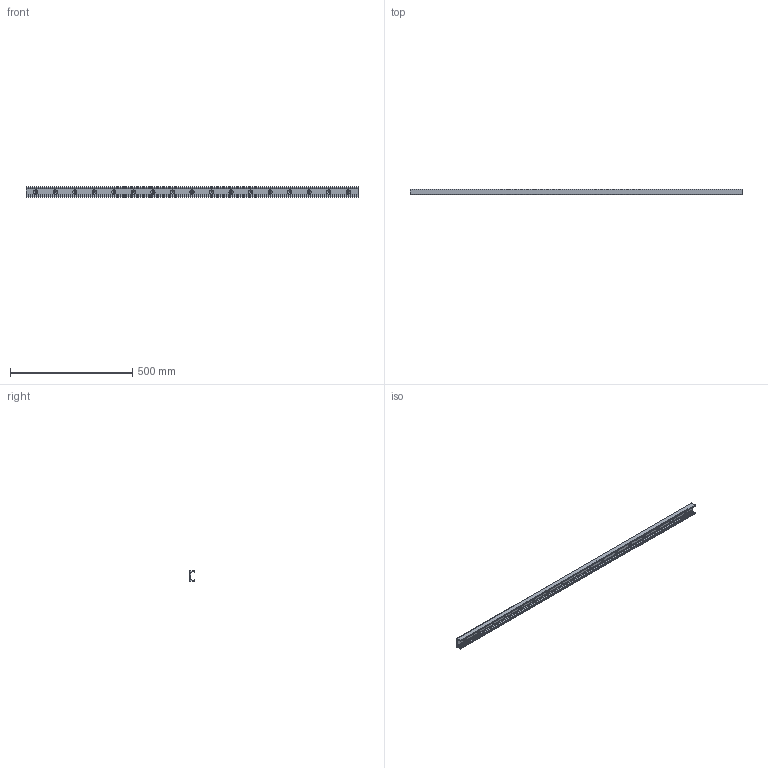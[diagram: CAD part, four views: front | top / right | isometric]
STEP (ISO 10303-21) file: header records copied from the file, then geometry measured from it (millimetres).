
FILE_DESCRIPTION((''),'2;1');
FILE_NAME('LCX 43-1360.V.stp','2016-04-28T14:47:31',('MRathmann'),(''),'Autodesk Inventor 2012','Autodesk Inventor 2012','');
FILE_SCHEMA(('CONFIG_CONTROL_DESIGN'));
Length unit declared in the file: millimetre
Products named in the file (1): LCX 43-1360.V
Bounding box: 1360 x 21 x 43 mm (x, y, z)
Volume: 464818.5 mm3; surface area: 216774.5 mm2
Topology: 1 solids, 1 shells, 62 faces, 163 edges, 103 vertices
Faces by surface type: cylinder 30, cone 17, plane 15
Full cylindrical faces by diameter (mm): 8.5 x17
Entity records: 1852 total; most frequent: DIRECTION 332, CARTESIAN_POINT 295, ORIENTED_EDGE 258, AXIS2_PLACEMENT_3D 140, EDGE_LOOP 130, EDGE_CURVE 129, VERTEX_POINT 103, CIRCLE 77
